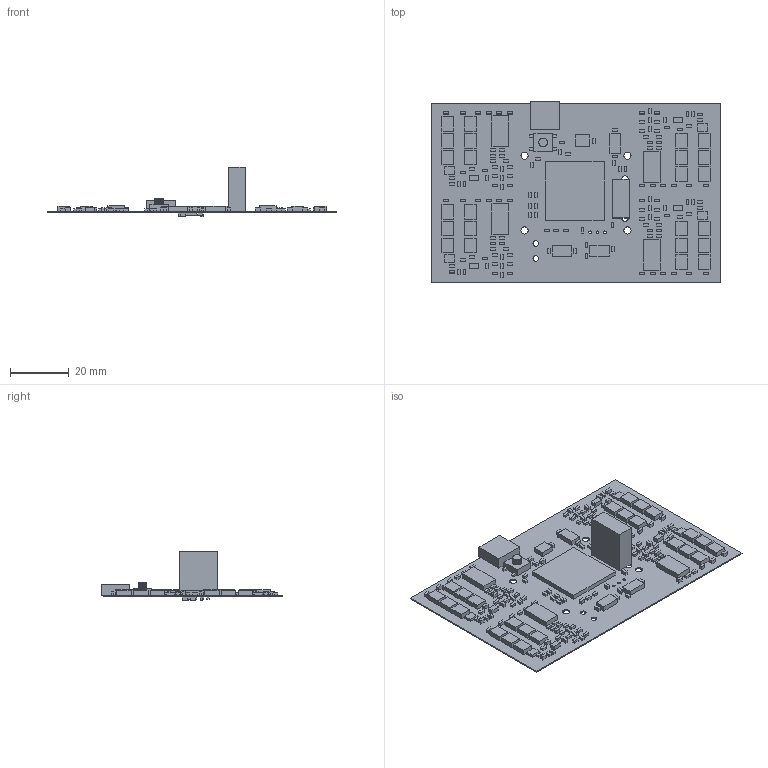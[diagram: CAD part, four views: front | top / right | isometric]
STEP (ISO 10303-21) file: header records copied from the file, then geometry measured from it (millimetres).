
FILE_DESCRIPTION(('Open CASCADE Model'),'2;1');
FILE_NAME('Open CASCADE Shape Model','2013-01-16T01:00:11',('Author'),( 'Open CASCADE'),'Open CASCADE STEP processor 6.2','Open CASCADE 6.2' ,'Unknown');
FILE_SCHEMA(('AUTOMOTIVE_DESIGN { 1 0 10303 214 1 1 1 1 }'));
Length unit declared in the file: millimetre
Products named in the file (234): PCB; Board; U11; 482294400; Extruded; U3B; 498590336; T2A; 498590208; U7B; 498590848; U6B; 498590592; U5B; U4B; T3B; T2B; T1B; R30B; 498589184; R29B; 498588800; R28B; R27B; R26B; R25B; 498589952; R24B; R23B; R22B; R21B; R20B; R19B; R18B; R17B; R16B; R15B; R14B; R11B; DET2B ...
Assembly tree (413 placements, depth 4):
  PCB
    Board
    U11
      482294400
        Extruded
    U3B
      498590336
        Extruded
    T2A
      498590208
        Extruded
    U7B
      498590848
        Extruded
    U6B
      498590592
        Extruded
    U5B
      498590592
        Extruded
    U4B
      498590592
        Extruded
    T3B
      498590208
        Extruded
    T2B
      498590208
        Extruded
    T1B
      498590208
        Extruded
    R30B
      498589184
        Extruded
    R29B
      498588800
        Extruded
    R28B
      498589184
        Extruded
    R27B
      498588800
        Extruded
    R26B
      498589184
        Extruded
    R25B
      498589952
        Extruded
    R24B
      498589184
        Extruded
    R23B
      498588800
        Extruded
    R22B
      498589184
        Extruded
    R21B
Bounding box: 98.42 x 61.66 x 16.69 mm (x, y, z)
Volume: 6361.9 mm3; surface area: 18604 mm2
Topology: 200 solids, 200 shells, 1301 faces, 2703 edges, 1802 vertices
Faces by surface type: plane 1284, cylinder 17
Full cylindrical faces by diameter (mm): 0.9 x5, 0.92 x4, 1.905 x2, 2.3 x2, 2.438 x4
Entity records: 19349 total; most frequent: DIRECTION 2933, CARTESIAN_POINT 2626, LINE 1561, VECTOR 1561, ORIENTED_EDGE 1086, PCURVE 1086, DEFINITIONAL_REPRESENTATION 1086, AXIS2_PLACEMENT_3D 669
